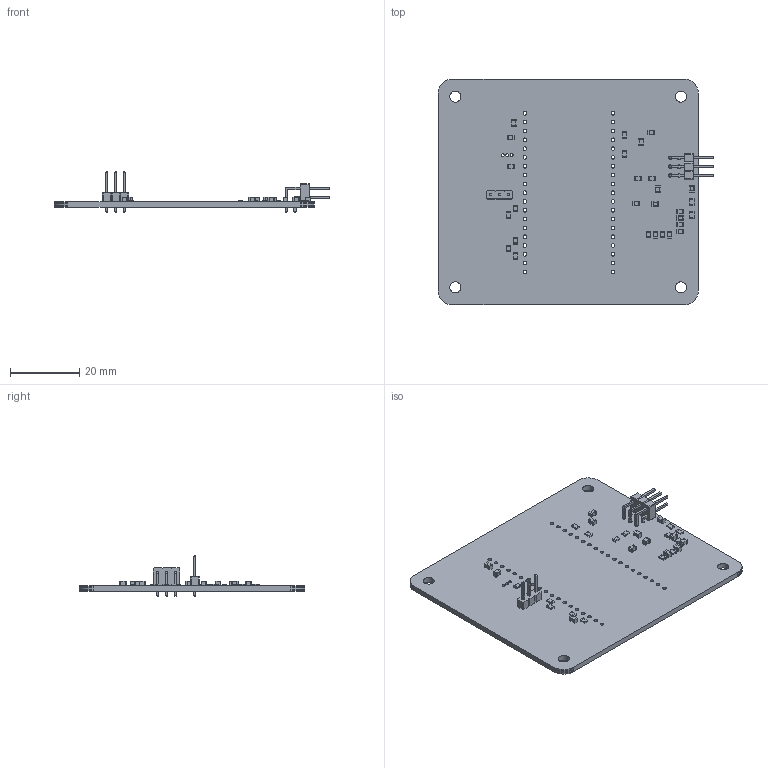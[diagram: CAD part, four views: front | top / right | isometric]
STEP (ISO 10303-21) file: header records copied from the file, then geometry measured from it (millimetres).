
FILE_DESCRIPTION(('KiCad electronic assembly'),'2;1');
FILE_NAME('PEE50_voltametrie.step','2023-06-14T16:12:31',('Pcbnew'),( 'Kicad'),'Open CASCADE STEP processor 7.6','KiCad to STEP converter' ,'Unknown');
FILE_SCHEMA(('AUTOMOTIVE_DESIGN { 1 0 10303 214 1 1 1 1 }'));
Length unit declared in the file: millimetre
Products named in the file (10): PEE50_voltametrie 1; C_0805_2012Metric; SOLID; R_0805_2012Metric; PinHeader_2x03_P2.54mm_Horizontal; PinHeader_1x03_P2.54mm_Vertical; PCB
Assembly tree (35 placements, depth 3):
  PEE50_voltametrie 1
    C_0805_2012Metric  x13
      SOLID
    R_0805_2012Metric  x15
      SOLID
    PinHeader_2x03_P2.54mm_Horizontal
      SOLID
    PinHeader_1x03_P2.54mm_Vertical
      SOLID
    PCB
Bounding box: 79.51 x 65 x 11.54 mm (x, y, z)
Volume: 7808.5 mm3; surface area: 11122.3 mm2
Topology: 31 solids, 31 shells, 1102 faces, 2856 edges, 1860 vertices
Faces by surface type: plane 766, cylinder 336
Full cylindrical faces by diameter (mm): 0.85 x3, 1 x9, 1.04 x38, 3.2 x4
Entity records: 28523 total; most frequent: CARTESIAN_POINT 4994, DIRECTION 4028, LINE 2800, VECTOR 2800, ORIENTED_EDGE 2080, PCURVE 2080, DEFINITIONAL_REPRESENTATION 2080, EDGE_CURVE 1040
